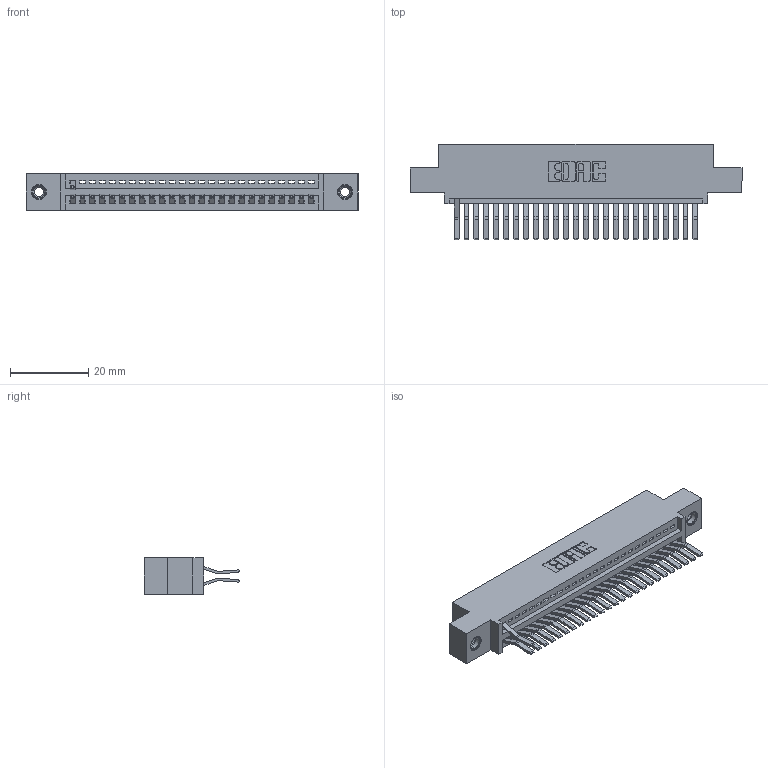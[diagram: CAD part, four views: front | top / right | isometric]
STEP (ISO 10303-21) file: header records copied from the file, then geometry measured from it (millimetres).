
FILE_DESCRIPTION (( 'STEP AP203' ), '1' );
FILE_NAME ('345-050-560-508.STEP', '2018-09-22T15:59:22', ( '' ), ( '' ), 'SwSTEP 2.0', 'SolidWorks 2016', '' );
FILE_SCHEMA (( 'CONFIG_CONTROL_DESIGN' ));
Length unit declared in the file: inch
Products named in the file (4): 345 Part_0.110 Offset - 0.156 Dia-TI; 345-292-001_560 Tail; 345-250-001_345-250-003-102; 345-050-560-508
Assembly tree (29 placements, depth 2):
  345-050-560-508
    345 Part_0.110 Offset - 0.156 Dia-TI
    345-292-001_560 Tail  x26
    345-250-001_345-250-003-102  x2
Bounding box: 84.71 x 24.45 x 9.4 mm (x, y, z)
Volume: 7945.1 mm3; surface area: 10734.2 mm2
Topology: 29 solids, 29 shells, 1734 faces, 5167 edges, 3402 vertices
Faces by surface type: plane 1142, cylinder 576, cone 12, torus 4
Entity records: 22542 total; most frequent: CARTESIAN_POINT 3883, ORIENTED_EDGE 3834, DIRECTION 3447, EDGE_CURVE 1917, VECTOR 1661, LINE 1661, VERTEX_POINT 1272, AXIS2_PLACEMENT_3D 893
